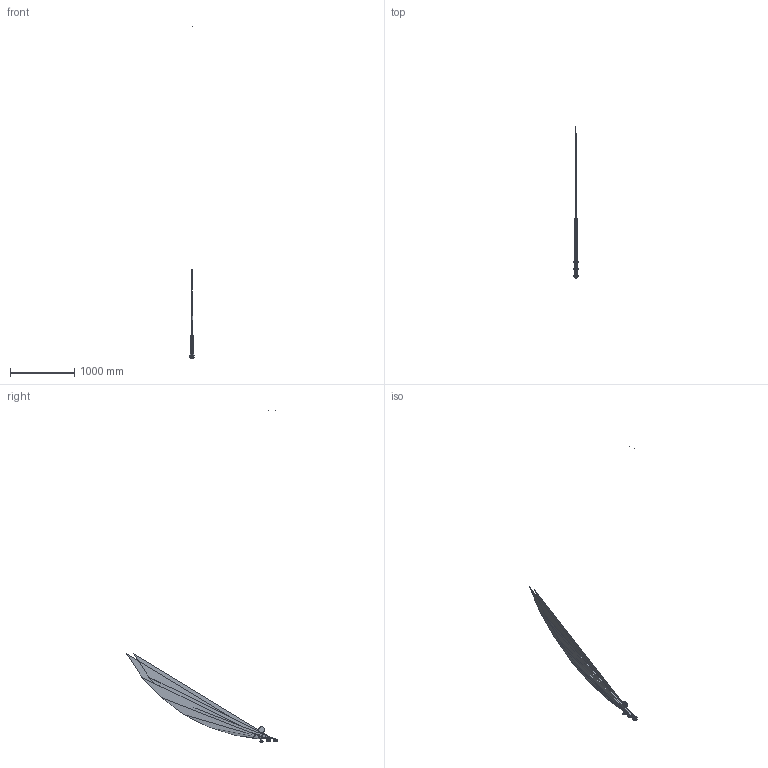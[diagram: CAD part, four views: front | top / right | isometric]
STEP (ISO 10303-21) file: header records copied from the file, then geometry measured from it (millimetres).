
FILE_DESCRIPTION(/* description */ ('Unknown'),/* implementation_level */ '2;1');
FILE_NAME(/* name */ 'GY075R-00',/* time_stamp */ '2024-11-15T12:45:13+01:00',/* author */ ('Unknown'),/* organization */ ('Unknown'),/* preprocessor_version */ 'ST-DEVELOPER v19.4',/* originating_system */ 'Solid Edge',/* authorisation */ 'Unknown');
FILE_SCHEMA (('AUTOMOTIVE_DESIGN {1 0 10303 214 3 1 1}'));
Products named in the file (12): GY073R-00; GY073-03; CZ023-002_oa_0; CB040-001_oa_1; CZ031-10; GY073-001_oa_2; GY073-01; GY073-001_oa_3; CW072-002 (zero)_oa_4; grp doccia_oa_5; M355-00_oa_6; DOCCIA-D94_2_SW0007
Assembly tree (13 placements, depth 3):
  GY073R-00
    GY073-03
    CZ023-002_oa_0
    CB040-001_oa_1
    CZ031-10  x2
    GY073-001_oa_2
      GY073-01
    GY073-001_oa_3
      GY073-01
    CW072-002 (zero)_oa_4
      grp doccia_oa_5
    M355-00_oa_6
      DOCCIA-D94_2_SW0007
Bounding box: 64 x 2670.64 x 5163.32 mm (x, y, z)
Surface area: 161683296 mm2
Topology: 8 solids, 8 shells, 3789 faces, 9510 edges, 5140 vertices
Faces by surface type: cylinder 1181, bspline 1180, plane 669, sphere 360, torus 339, cone 60
Full cylindrical faces by diameter (mm): 0.7 x40, 3.3 x2, 4.5 x2, 11 x2, 15.2 x1, 16 x2, 19 x1, 24 x3, 28 x1, 30.291 x1, 33.5 x1, 35.7 x1, 46.5 x1, 49 x2, 56.376 x4, 58.5 x3, 60.983 x2, 62 x2, 64 x3, 89 x1, 90 x1
Entity records: 78129 total; most frequent: CARTESIAN_POINT 23836, ORIENTED_EDGE 8810, DIRECTION 7216, EDGE_CURVE 4405, AXIS2_PLACEMENT_3D 3056, VERTEX_POINT 2669, FACE_BOUND 2322, EDGE_LOOP 2320
